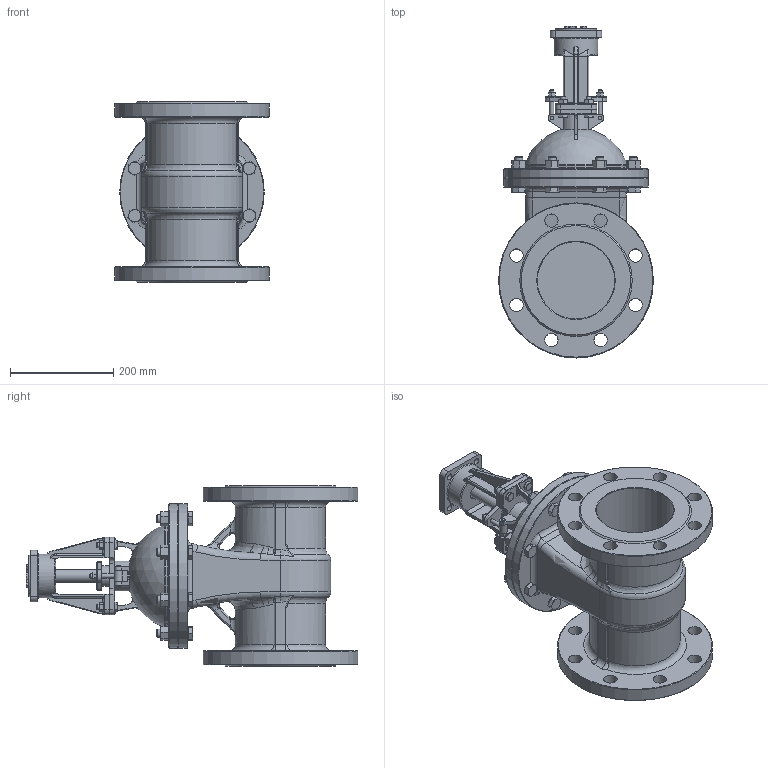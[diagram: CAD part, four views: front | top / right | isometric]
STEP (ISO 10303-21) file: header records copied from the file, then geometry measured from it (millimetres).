
FILE_DESCRIPTION(/* description */ (''),/* implementation_level */ '2;1');
FILE_NAME(/* name */ 'DN150_3D_STEP.stp',/* time_stamp */ '2025-09-18T12:34:57+03:00',/* author */ ('igorr'),/* organization */ (''),/* preprocessor_version */ 'ST-DEVELOPER v20',/* originating_system */ 'Autodesk Inventor 2025',/* authorisation */ '');
FILE_SCHEMA (('AUTOMOTIVE_DESIGN { 1 0 10303 214 3 1 1 }'));
Length unit declared in the file: millimetre
Products named in the file (7): Сборка; Деталь1; ANSI B18.2.4.2M - M16x2; AS 1110 - M16 x 60; AS 1110 - M10 x 35; ANSI B18.2.4.2M - M10x1,5; ANSI B18.2.4.2M - M8x1,25
Assembly tree (27 placements, depth 2):
  Сборка
    Деталь1
    ANSI B18.2.4.2M - M16x2  x8
    AS 1110 - M16 x 60  x8
    AS 1110 - M10 x 35  x4
    ANSI B18.2.4.2M - M10x1,5  x4
    ANSI B18.2.4.2M - M8x1,25  x2
Bounding box: 300 x 643 x 350 mm (x, y, z)
Volume: 13704594.5 mm3; surface area: 1074107.2 mm2
Topology: 31 solids, 31 shells, 1273 faces, 2988 edges, 1783 vertices
Faces by surface type: plane 488, cone 294, cylinder 276, bspline 133, torus 77, sphere 5
Full cylindrical faces by diameter (mm): 6.647 x2, 7 x4, 8 x4, 8.376 x4, 10 x16, 12 x4, 13.835 x8, 15 x2, 16 x28, 24 x8, 25 x1, 26 x16, 30 x3, 32 x1, 40 x1, 50 x1, 70 x1, 80 x1, 85.131 x1, 150 x2, 200 x2, 280 x2, 300 x2
Entity records: 29485 total; most frequent: CARTESIAN_POINT 10576, ORIENTED_EDGE 3792, DIRECTION 3641, EDGE_CURVE 1896, AXIS2_PLACEMENT_3D 1458, VERTEX_POINT 1164, EDGE_LOOP 918, FACE_OUTER_BOUND 780
